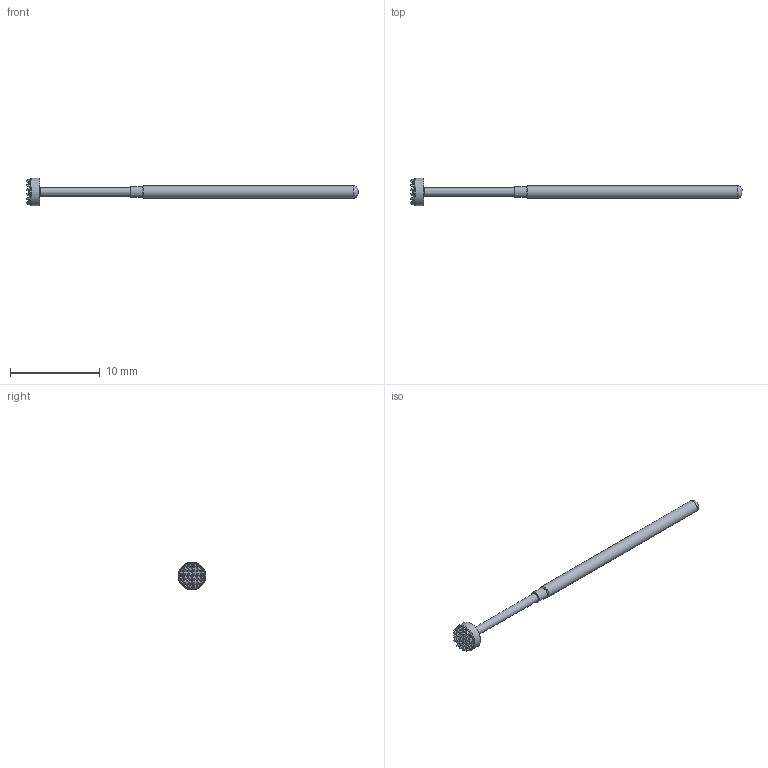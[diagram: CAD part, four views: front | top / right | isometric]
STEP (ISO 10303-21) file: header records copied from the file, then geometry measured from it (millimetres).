
FILE_DESCRIPTION (( 'STEP AP214' ), '1' );
FILE_NAME ('100-4019.STEP', '2020-12-17T13:20:23', ( '' ), ( '' ), 'SwSTEP 2.0', 'SolidWorks 2019', '' );
FILE_SCHEMA (( 'AUTOMOTIVE_DESIGN' ));
Length unit declared in the file: inch
Products named in the file (1): 100-4019
Bounding box: 37.08 x 3.1 x 3.1 mm (x, y, z)
Volume: 52.9 mm3; surface area: 171 mm2
Topology: 1 solids, 1 shells, 304 faces, 843 edges, 536 vertices
Faces by surface type: cone 149, bspline 132, plane 14, cylinder 8, torus 1
Full cylindrical faces by diameter (mm): 1.219 x1, 1.367 x1, 2.921 x1, 3.099 x1
Entity records: 17669 total; most frequent: CARTESIAN_POINT 7478, ORIENTED_EDGE 1644, DIRECTION 844, EDGE_CURVE 822, B_SPLINE_CURVE_WITH_KNOTS 568, VERTEX_POINT 532, AXIS2_PLACEMENT_3D 419, EDGE_LOOP 316
